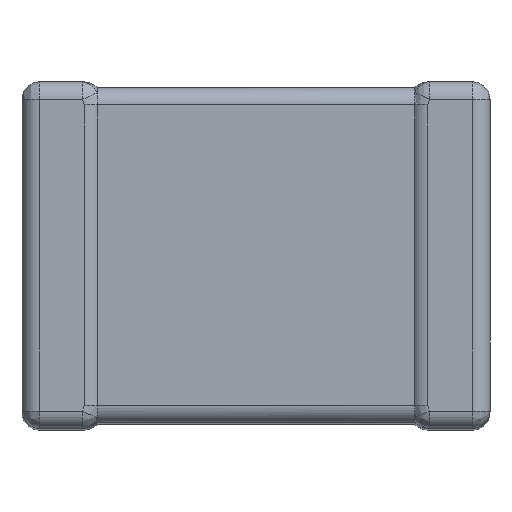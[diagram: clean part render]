
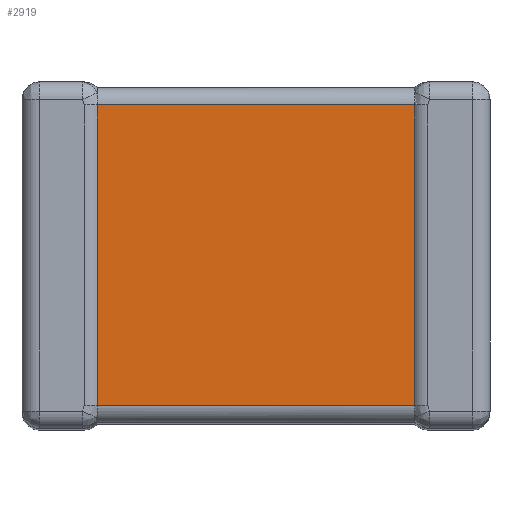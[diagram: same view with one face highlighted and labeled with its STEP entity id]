
A CAD part, top view. The second image highlights one B-rep face of the part: STEP entity #2919.
In plain terms, the highlighted planar face has unit normal (0, 0, 1).
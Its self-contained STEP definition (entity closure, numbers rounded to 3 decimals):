
#20 = DIRECTION ( 'NONE',  ( 1., 0., 0. ) ) ;
#23 = ORIENTED_EDGE ( 'NONE', *, *, #1467, .F. ) ;
#303 = CARTESIAN_POINT ( 'NONE',  ( 0.275, 0.01, 0.79 ) ) ;
#305 = VERTEX_POINT ( 'NONE', #2867 ) ;
#384 = CARTESIAN_POINT ( 'NONE',  ( -0.275, 0.56, 0.79 ) ) ;
#403 = LINE ( 'NONE', #2585, #3459 ) ;
#432 = VERTEX_POINT ( 'NONE', #2599 ) ;
#635 = DIRECTION ( 'NONE',  ( -1., 0., 0. ) ) ;
#959 = LINE ( 'NONE', #1595, #1884 ) ;
#964 = VERTEX_POINT ( 'NONE', #3290 ) ;
#1041 = CARTESIAN_POINT ( 'NONE',  ( -0.275, 0.01, 0.79 ) ) ;
#1321 = DIRECTION ( 'NONE',  ( 0., 0., 1. ) ) ;
#1374 = EDGE_CURVE ( 'NONE', #305, #1642, #2208, .T. ) ;
#1467 = EDGE_CURVE ( 'NONE', #432, #964, #403, .T. ) ;
#1491 = CARTESIAN_POINT ( 'NONE',  ( -0.275, 0.56, 0.79 ) ) ;
#1523 = EDGE_CURVE ( 'NONE', #432, #305, #3340, .T. ) ;
#1595 = CARTESIAN_POINT ( 'NONE',  ( -0.275, 0.01, 0.79 ) ) ;
#1642 = VERTEX_POINT ( 'NONE', #384 ) ;
#1708 = AXIS2_PLACEMENT_3D ( 'NONE', #1041, #1321, #20 ) ;
#1749 = DIRECTION ( 'NONE',  ( -1., 0., 0. ) ) ;
#1855 = ORIENTED_EDGE ( 'NONE', *, *, #1374, .T. ) ;
#1878 = DIRECTION ( 'NONE',  ( 0., -1., 0. ) ) ;
#1884 = VECTOR ( 'NONE', #1878, 1000. ) ;
#2162 = ORIENTED_EDGE ( 'NONE', *, *, #1523, .T. ) ;
#2208 = LINE ( 'NONE', #1491, #2456 ) ;
#2232 = FACE_OUTER_BOUND ( 'NONE', #3462, .T. ) ;
#2456 = VECTOR ( 'NONE', #1749, 1000. ) ;
#2464 = DIRECTION ( 'NONE',  ( 0., 1., 0. ) ) ;
#2585 = CARTESIAN_POINT ( 'NONE',  ( -0.275, 0.04, 0.79 ) ) ;
#2591 = EDGE_CURVE ( 'NONE', #1642, #964, #959, .T. ) ;
#2599 = CARTESIAN_POINT ( 'NONE',  ( 0.275, 0.04, 0.79 ) ) ;
#2626 = VECTOR ( 'NONE', #2464, 1000. ) ;
#2703 = PLANE ( 'NONE',  #1708 ) ;
#2733 = ORIENTED_EDGE ( 'NONE', *, *, #2591, .T. ) ;
#2867 = CARTESIAN_POINT ( 'NONE',  ( 0.275, 0.56, 0.79 ) ) ;
#2919 = ADVANCED_FACE ( 'NONE', ( #2232 ), #2703, .T. ) ;
#3290 = CARTESIAN_POINT ( 'NONE',  ( -0.275, 0.04, 0.79 ) ) ;
#3340 = LINE ( 'NONE', #303, #2626 ) ;
#3459 = VECTOR ( 'NONE', #635, 1000. ) ;
#3462 = EDGE_LOOP ( 'NONE', ( #2733, #23, #2162, #1855 ) ) ;
